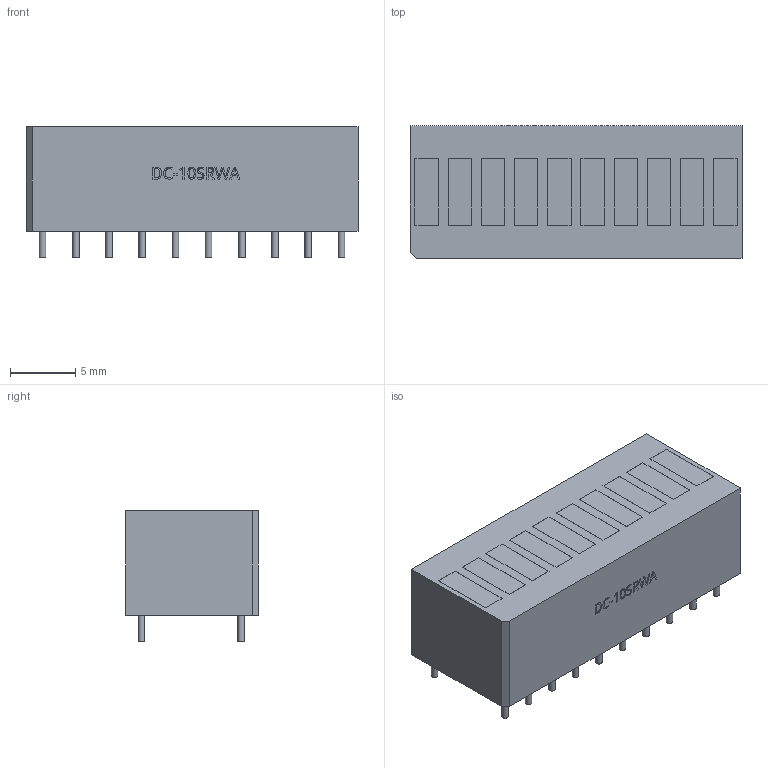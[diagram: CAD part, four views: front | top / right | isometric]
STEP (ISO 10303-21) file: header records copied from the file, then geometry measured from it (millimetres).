
FILE_DESCRIPTION(('FreeCAD Model'),'2;1');
FILE_NAME('Display_DC-10SRWA.step','2017-06-17T08:16:28',('Author' ),(''),'Open CASCADE STEP processor 6.8','FreeCAD','Unknown');
FILE_SCHEMA(('AUTOMOTIVE_DESIGN_CC2 { 1 2 10303 214 -1 1 5 4 }'));
Length unit declared in the file: millimetre
Products named in the file (5): ASSEMBLY; Array001; Array; Pad001; ShapeString
Assembly tree (4 placements, depth 2):
  ASSEMBLY
    Array001
    Array
    Pad001
    ShapeString
Bounding box: 25.4 x 10.16 x 10.01 mm (x, y, z)
Volume: 2080.3 mm3; surface area: 1400.4 mm2
Topology: 31 solids, 40 shells, 136 faces, 413 edges, 348 vertices
Faces by surface type: plane 116, cylinder 20
Full cylindrical faces by diameter (mm): 0.5 x20
Entity records: 9593 total; most frequent: CARTESIAN_POINT 2398, DIRECTION 979, LINE 617, VECTOR 617, ORIENTED_EDGE 608, PCURVE 608, DEFINITIONAL_REPRESENTATION 608, EDGE_CURVE 413
